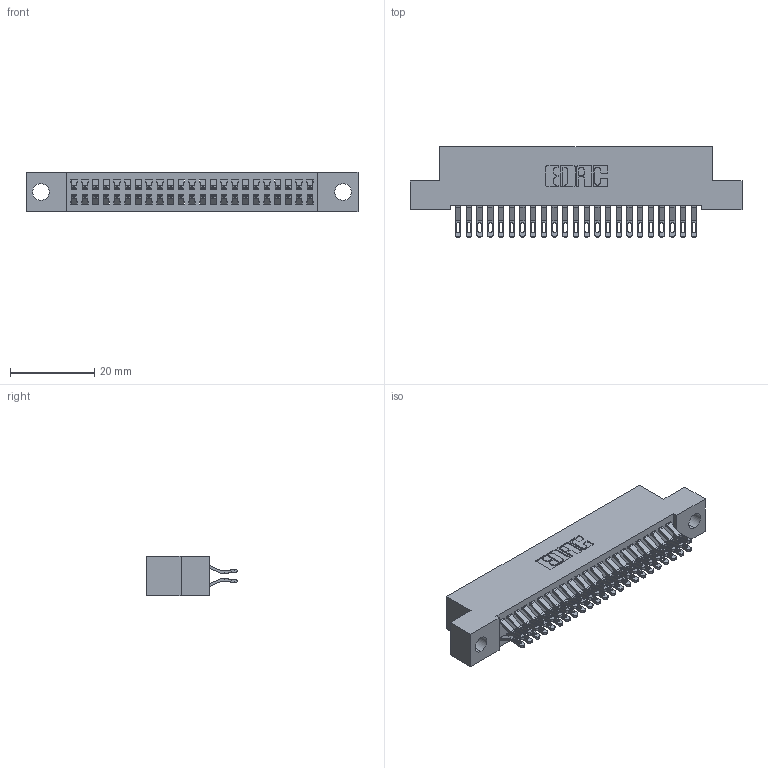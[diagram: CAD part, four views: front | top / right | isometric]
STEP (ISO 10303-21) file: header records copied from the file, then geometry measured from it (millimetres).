
FILE_DESCRIPTION (( 'STEP AP203' ), '1' );
FILE_NAME ('342-046-555-204.STEP', '2018-08-12T16:30:54', ( '' ), ( '' ), 'SwSTEP 2.0', 'SolidWorks 2016', '' );
FILE_SCHEMA (( 'CONFIG_CONTROL_DESIGN' ));
Length unit declared in the file: inch
Products named in the file (3): 342 Part_.156 TH; 345-292-001_555 Tail; 342-046-555-204
Assembly tree (47 placements, depth 2):
  342-046-555-204
    342 Part_.156 TH
    345-292-001_555 Tail  x46
Bounding box: 78.74 x 21.47 x 9.4 mm (x, y, z)
Volume: 7025.7 mm3; surface area: 11237.1 mm2
Topology: 47 solids, 47 shells, 2778 faces, 8717 edges, 5810 vertices
Faces by surface type: plane 1630, cylinder 1148
Entity records: 17451 total; most frequent: CARTESIAN_POINT 2948, ORIENTED_EDGE 2854, DIRECTION 2523, EDGE_CURVE 1427, VECTOR 1279, LINE 1279, VERTEX_POINT 950, AXIS2_PLACEMENT_3D 622
